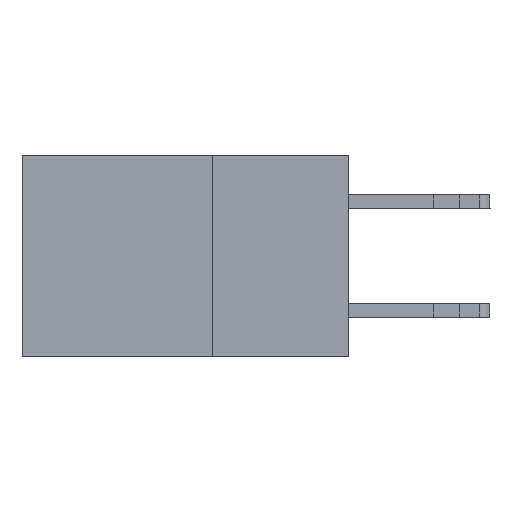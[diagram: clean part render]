
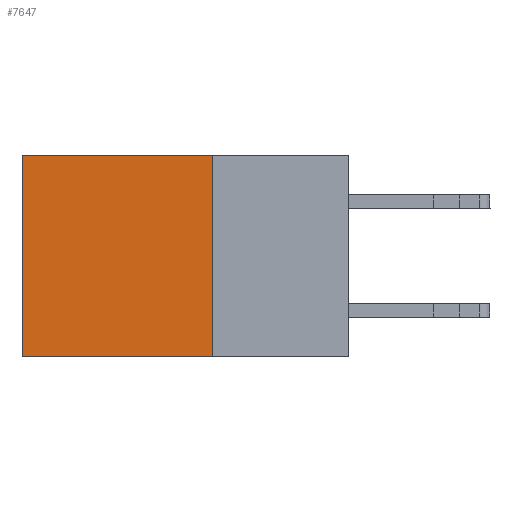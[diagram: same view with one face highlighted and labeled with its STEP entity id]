
A CAD part, left-side view. The second image highlights one B-rep face of the part: STEP entity #7647.
In plain terms, the highlighted planar face has unit normal (-1, 0, 0).
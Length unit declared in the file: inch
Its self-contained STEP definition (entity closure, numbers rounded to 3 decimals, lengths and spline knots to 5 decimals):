
#342 = DIRECTION ( 'NONE',  ( 0., 1., 0. ) ) ;
#706 = ORIENTED_EDGE ( 'NONE', *, *, #7445, .F. ) ;
#1004 = CARTESIAN_POINT ( 'NONE',  ( 0.2615, 0.25, -0.37 ) ) ;
#1512 = AXIS2_PLACEMENT_3D ( 'NONE', #5626, #8877, #8077 ) ;
#1956 = LINE ( 'NONE', #3621, #2649 ) ;
#2190 = LINE ( 'NONE', #6058, #10237 ) ;
#2649 = VECTOR ( 'NONE', #8407, 39.37008 ) ;
#2761 = VECTOR ( 'NONE', #342, 39.37008 ) ;
#2768 = VERTEX_POINT ( 'NONE', #5317 ) ;
#2867 = LINE ( 'NONE', #3720, #4881 ) ;
#3131 = PLANE ( 'NONE',  #1512 ) ;
#3621 = CARTESIAN_POINT ( 'NONE',  ( 0.2615, 0.6, -0.37 ) ) ;
#3720 = CARTESIAN_POINT ( 'NONE',  ( 0.2615, 0.25, -0.37 ) ) ;
#4689 = ORIENTED_EDGE ( 'NONE', *, *, #9193, .F. ) ;
#4881 = VECTOR ( 'NONE', #9465, 39.37008 ) ;
#4954 = VERTEX_POINT ( 'NONE', #5882 ) ;
#5263 = DIRECTION ( 'NONE',  ( 0., 0., -1. ) ) ;
#5317 = CARTESIAN_POINT ( 'NONE',  ( 0.2615, 0.6, 0. ) ) ;
#5403 = ORIENTED_EDGE ( 'NONE', *, *, #9093, .T. ) ;
#5518 = ORIENTED_EDGE ( 'NONE', *, *, #7305, .T. ) ;
#5626 = CARTESIAN_POINT ( 'NONE',  ( 0.2615, 0.25, -0.37 ) ) ;
#5660 = VERTEX_POINT ( 'NONE', #5700 ) ;
#5700 = CARTESIAN_POINT ( 'NONE',  ( 0.2615, 0.25, 0. ) ) ;
#5882 = CARTESIAN_POINT ( 'NONE',  ( 0.2615, 0.6, -0.37 ) ) ;
#6058 = CARTESIAN_POINT ( 'NONE',  ( 0.2615, 0.25, -0.37 ) ) ;
#6630 = LINE ( 'NONE', #9891, #2761 ) ;
#7214 = FACE_OUTER_BOUND ( 'NONE', #7890, .T. ) ;
#7305 = EDGE_CURVE ( 'NONE', #2768, #4954, #1956, .T. ) ;
#7395 = VERTEX_POINT ( 'NONE', #1004 ) ;
#7445 = EDGE_CURVE ( 'NONE', #7395, #4954, #2867, .T. ) ;
#7647 = ADVANCED_FACE ( 'NONE', ( #7214 ), #3131, .F. ) ;
#7890 = EDGE_LOOP ( 'NONE', ( #5518, #706, #4689, #5403 ) ) ;
#8077 = DIRECTION ( 'NONE',  ( 0., 0., -1. ) ) ;
#8407 = DIRECTION ( 'NONE',  ( 0., 0., -1. ) ) ;
#8877 = DIRECTION ( 'NONE',  ( 1., 0., 0. ) ) ;
#9093 = EDGE_CURVE ( 'NONE', #5660, #2768, #6630, .T. ) ;
#9193 = EDGE_CURVE ( 'NONE', #5660, #7395, #2190, .T. ) ;
#9465 = DIRECTION ( 'NONE',  ( 0., 1., 0. ) ) ;
#9891 = CARTESIAN_POINT ( 'NONE',  ( 0.2615, 0.25, 0. ) ) ;
#10237 = VECTOR ( 'NONE', #5263, 39.37008 ) ;
